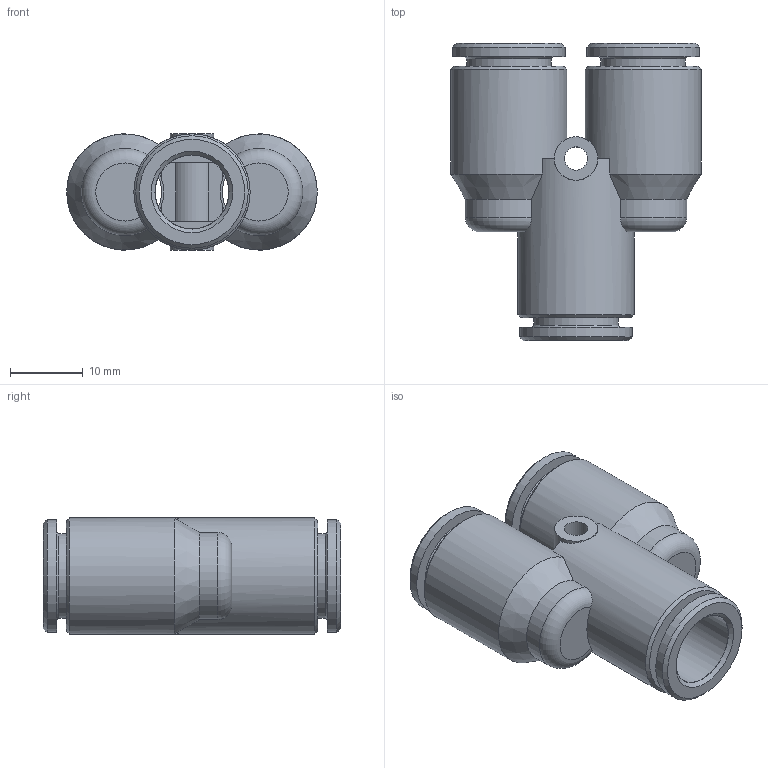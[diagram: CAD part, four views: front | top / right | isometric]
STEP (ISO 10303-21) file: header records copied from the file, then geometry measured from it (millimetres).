
FILE_DESCRIPTION(( 'RT.29.10.10.stp' ), '1');
FILE_NAME( 'RT.29.10.10.stp', '2019-06-19T14:19:54',( 'Sopra'),('sopra-pneumatic.com'), 'SwSTEP 2.0','SolidWorks 2009','' );
FILE_SCHEMA( ( 'CONFIG_CONTROL_DESIGN' ) );
Length unit declared in the file: millimetre
Products named in the file (1): NONE
Bounding box: 34.5 x 40.9 x 16 mm (x, y, z)
Volume: 7611.7 mm3; surface area: 6617.6 mm2
Topology: 1 solids, 1 shells, 87 faces, 219 edges, 142 vertices
Faces by surface type: plane 50, cylinder 21, cone 14, torus 2
Full cylindrical faces by diameter (mm): 3.2 x1, 6 x1, 10.15 x3, 11.62 x3, 15.5 x3, 16 x3
Entity records: 2684 total; most frequent: CARTESIAN_POINT 656, DIRECTION 424, ORIENTED_EDGE 370, EDGE_CURVE 185, AXIS2_PLACEMENT_3D 167, VERTEX_POINT 133, EDGE_LOOP 126, FACE_OUTER_BOUND 100
